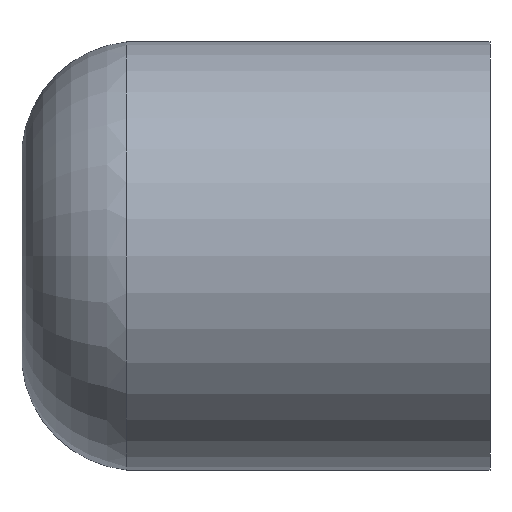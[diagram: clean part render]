
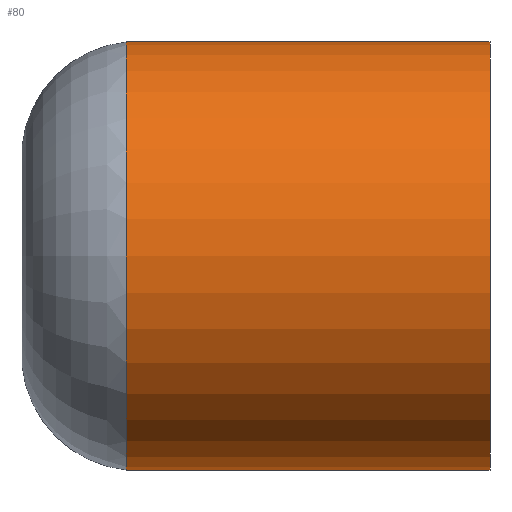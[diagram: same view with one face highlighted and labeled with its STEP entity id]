
A CAD part, left-side view. The second image highlights one B-rep face of the part: STEP entity #80.
In plain terms, the highlighted cylindrical face has radius 4.648 mm (diameter 9.296 mm), a partial arc.
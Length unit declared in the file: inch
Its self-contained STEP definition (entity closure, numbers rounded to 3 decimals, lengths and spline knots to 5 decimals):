
#30 = AXIS2_PLACEMENT_3D ( 'NONE', #183, #131, #130 ) ;
#42 = EDGE_CURVE ( 'NONE', #296, #354, #271, .T. ) ;
#52 = AXIS2_PLACEMENT_3D ( 'NONE', #201, #200, #198 ) ;
#59 = AXIS2_PLACEMENT_3D ( 'NONE', #107, #102, #98 ) ;
#61 = EDGE_CURVE ( 'NONE', #292, #232, #264, .T. ) ;
#62 = EDGE_CURVE ( 'NONE', #354, #232, #250, .T. ) ;
#65 = EDGE_CURVE ( 'NONE', #296, #292, #247, .T. ) ;
#80 = ADVANCED_FACE ( 'NONE', ( #224 ), #214, .T. ) ;
#85 = CARTESIAN_POINT ( 'NONE',  ( 0., 0.31072, 0.183 ) ) ;
#97 = CARTESIAN_POINT ( 'NONE',  ( 0., 0., 0.183 ) ) ;
#98 = DIRECTION ( 'NONE',  ( 0., 0., -1. ) ) ;
#99 = CARTESIAN_POINT ( 'NONE',  ( 0., 0., 0.183 ) ) ;
#100 = CARTESIAN_POINT ( 'NONE',  ( 0., 0.31072, -0.183 ) ) ;
#102 = DIRECTION ( 'NONE',  ( 0., -1., 0. ) ) ;
#107 = CARTESIAN_POINT ( 'NONE',  ( 0., 0., 0. ) ) ;
#130 = DIRECTION ( 'NONE',  ( 0., 0., -1. ) ) ;
#131 = DIRECTION ( 'NONE',  ( 0., -1., 0. ) ) ;
#146 = DIRECTION ( 'NONE',  ( 0., -1., 0. ) ) ;
#175 = CARTESIAN_POINT ( 'NONE',  ( 0., 0., -0.183 ) ) ;
#178 = CARTESIAN_POINT ( 'NONE',  ( 0., 0., -0.183 ) ) ;
#183 = CARTESIAN_POINT ( 'NONE',  ( 0., 0., 0. ) ) ;
#193 = DIRECTION ( 'NONE',  ( 0., -1., 0. ) ) ;
#198 = DIRECTION ( 'NONE',  ( 0., 0., -1. ) ) ;
#200 = DIRECTION ( 'NONE',  ( 0., -1., 0. ) ) ;
#201 = CARTESIAN_POINT ( 'NONE',  ( 0., 0.31072, 0. ) ) ;
#213 = ORIENTED_EDGE ( 'NONE', *, *, #65, .F. ) ;
#214 = CYLINDRICAL_SURFACE ( 'NONE', #59, 0.183 ) ;
#224 = FACE_OUTER_BOUND ( 'NONE', #340, .T. ) ;
#232 = VERTEX_POINT ( 'NONE', #178 ) ;
#235 = ORIENTED_EDGE ( 'NONE', *, *, #42, .T. ) ;
#244 = VECTOR ( 'NONE', #146, 39.37008 ) ;
#247 = LINE ( 'NONE', #97, #244 ) ;
#248 = VECTOR ( 'NONE', #193, 39.37008 ) ;
#250 = LINE ( 'NONE', #175, #248 ) ;
#264 = CIRCLE ( 'NONE', #30, 0.183 ) ;
#267 = ORIENTED_EDGE ( 'NONE', *, *, #62, .T. ) ;
#271 = CIRCLE ( 'NONE', #52, 0.183 ) ;
#280 = ORIENTED_EDGE ( 'NONE', *, *, #61, .F. ) ;
#292 = VERTEX_POINT ( 'NONE', #99 ) ;
#296 = VERTEX_POINT ( 'NONE', #85 ) ;
#340 = EDGE_LOOP ( 'NONE', ( #213, #235, #267, #280 ) ) ;
#354 = VERTEX_POINT ( 'NONE', #100 ) ;
